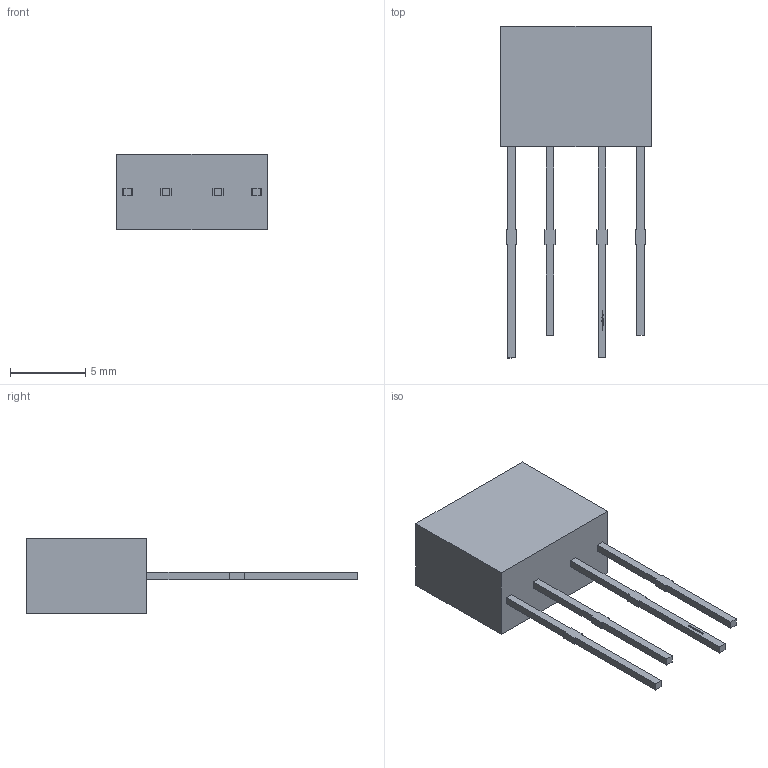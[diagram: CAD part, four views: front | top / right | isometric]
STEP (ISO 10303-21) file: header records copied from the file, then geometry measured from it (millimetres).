
FILE_DESCRIPTION (( 'STEP AP214' ), '1' );
FILE_NAME ('835-2.STEP', '2008-08-27T22:06:47', ( '' ), ( '' ), 'SwSTEP 2.0', 'SolidWorks 2008', '' );
FILE_SCHEMA (( 'AUTOMOTIVE_DESIGN' ));
Length unit declared in the file: millimetre
Products named in the file (1): 835-2
Bounding box: 10 x 22 x 5 mm (x, y, z)
Volume: 413.6 mm3; surface area: 448.5 mm2
Topology: 1 solids, 1 shells, 341 faces, 921 edges, 614 vertices
Faces by surface type: plane 225, bspline 116
Entity records: 19825 total; most frequent: CARTESIAN_POINT 8265, ORIENTED_EDGE 1842, DIRECTION 1141, EDGE_CURVE 921, VECTOR 689, LINE 689, VERTEX_POINT 614, EDGE_LOOP 373
